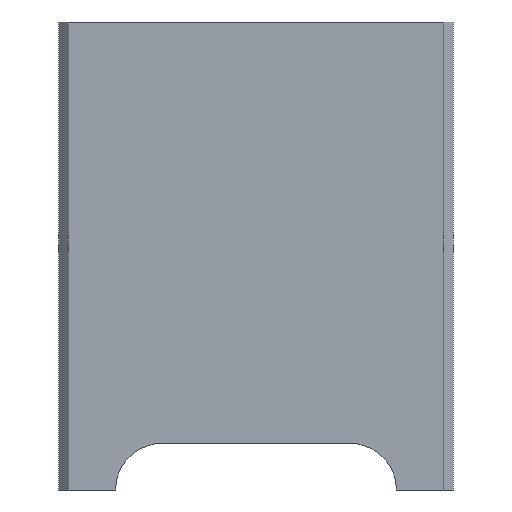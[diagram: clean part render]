
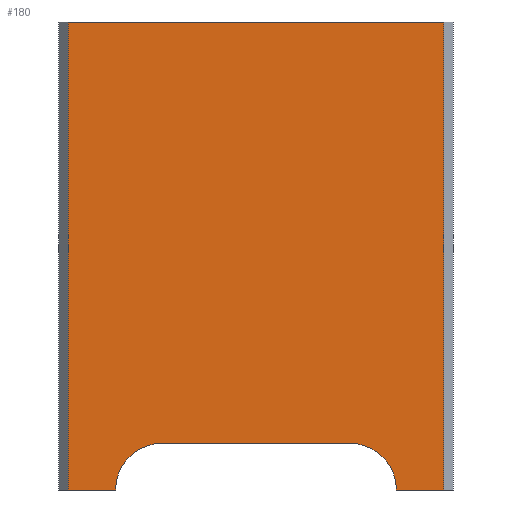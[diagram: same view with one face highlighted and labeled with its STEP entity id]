
A CAD part, front view. The second image highlights one B-rep face of the part: STEP entity #180.
In plain terms, the highlighted planar face has unit normal (0, -1, 0).
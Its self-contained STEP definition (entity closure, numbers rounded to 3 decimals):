
#16=PLANE('',#208);
#26=FACE_OUTER_BOUND('',#36,.T.);
#36=EDGE_LOOP('',(#139,#140,#141,#142,#143,#144,#145,#146));
#46=LINE('',#279,#66);
#49=LINE('',#289,#69);
#50=LINE('',#291,#70);
#51=LINE('',#293,#71);
#52=LINE('',#295,#72);
#53=LINE('',#296,#73);
#66=VECTOR('',#228,10.);
#69=VECTOR('',#239,10.);
#70=VECTOR('',#240,10.);
#71=VECTOR('',#241,10.);
#72=VECTOR('',#242,10.);
#73=VECTOR('',#243,10.);
#84=CIRCLE('',#203,10.);
#86=CIRCLE('',#207,10.);
#89=VERTEX_POINT('',#270);
#90=VERTEX_POINT('',#272);
#92=VERTEX_POINT('',#278);
#94=VERTEX_POINT('',#284);
#95=VERTEX_POINT('',#288);
#96=VERTEX_POINT('',#290);
#97=VERTEX_POINT('',#292);
#98=VERTEX_POINT('',#294);
#105=EDGE_CURVE('',#90,#89,#84,.T.);
#108=EDGE_CURVE('',#92,#90,#46,.T.);
#111=EDGE_CURVE('',#94,#92,#86,.T.);
#113=EDGE_CURVE('',#95,#89,#49,.T.);
#114=EDGE_CURVE('',#95,#96,#50,.T.);
#115=EDGE_CURVE('',#97,#96,#51,.T.);
#116=EDGE_CURVE('',#98,#97,#52,.T.);
#117=EDGE_CURVE('',#94,#98,#53,.T.);
#139=ORIENTED_EDGE('',*,*,#111,.T.);
#140=ORIENTED_EDGE('',*,*,#108,.T.);
#141=ORIENTED_EDGE('',*,*,#105,.T.);
#142=ORIENTED_EDGE('',*,*,#113,.F.);
#143=ORIENTED_EDGE('',*,*,#114,.T.);
#144=ORIENTED_EDGE('',*,*,#115,.F.);
#145=ORIENTED_EDGE('',*,*,#116,.F.);
#146=ORIENTED_EDGE('',*,*,#117,.F.);
#180=ADVANCED_FACE('',(#26),#16,.T.);
#203=AXIS2_PLACEMENT_3D('',#273,#222,#223);
#207=AXIS2_PLACEMENT_3D('',#285,#234,#235);
#208=AXIS2_PLACEMENT_3D('',#287,#237,#238);
#222=DIRECTION('center_axis',(0.,1.,0.));
#223=DIRECTION('ref_axis',(-1.,0.,0.));
#228=DIRECTION('',(1.,0.,0.));
#234=DIRECTION('center_axis',(0.,1.,0.));
#235=DIRECTION('ref_axis',(-1.,0.,0.));
#237=DIRECTION('center_axis',(0.,-1.,0.));
#238=DIRECTION('ref_axis',(1.,0.,0.));
#239=DIRECTION('',(-1.,0.,0.));
#240=DIRECTION('',(0.,0.,1.));
#241=DIRECTION('',(1.,0.,0.));
#242=DIRECTION('',(0.,0.,1.));
#243=DIRECTION('',(-1.,0.,0.));
#270=CARTESIAN_POINT('',(30.,40.1,2.));
#272=CARTESIAN_POINT('',(20.,40.1,12.));
#273=CARTESIAN_POINT('Origin',(20.,40.1,2.));
#278=CARTESIAN_POINT('',(-20.,40.1,12.));
#279=CARTESIAN_POINT('',(-30.05,40.1,12.));
#284=CARTESIAN_POINT('',(-30.,40.1,2.));
#285=CARTESIAN_POINT('Origin',(-20.,40.1,2.));
#287=CARTESIAN_POINT('Origin',(-40.1,40.1,2.));
#288=CARTESIAN_POINT('',(40.1,40.1,2.));
#289=CARTESIAN_POINT('',(40.1,40.1,2.));
#290=CARTESIAN_POINT('',(40.1,40.1,102.));
#291=CARTESIAN_POINT('',(40.1,40.1,2.));
#292=CARTESIAN_POINT('',(-40.1,40.1,102.));
#293=CARTESIAN_POINT('',(40.1,40.1,102.));
#294=CARTESIAN_POINT('',(-40.1,40.1,2.));
#295=CARTESIAN_POINT('',(-40.1,40.1,2.));
#296=CARTESIAN_POINT('',(40.1,40.1,2.));
